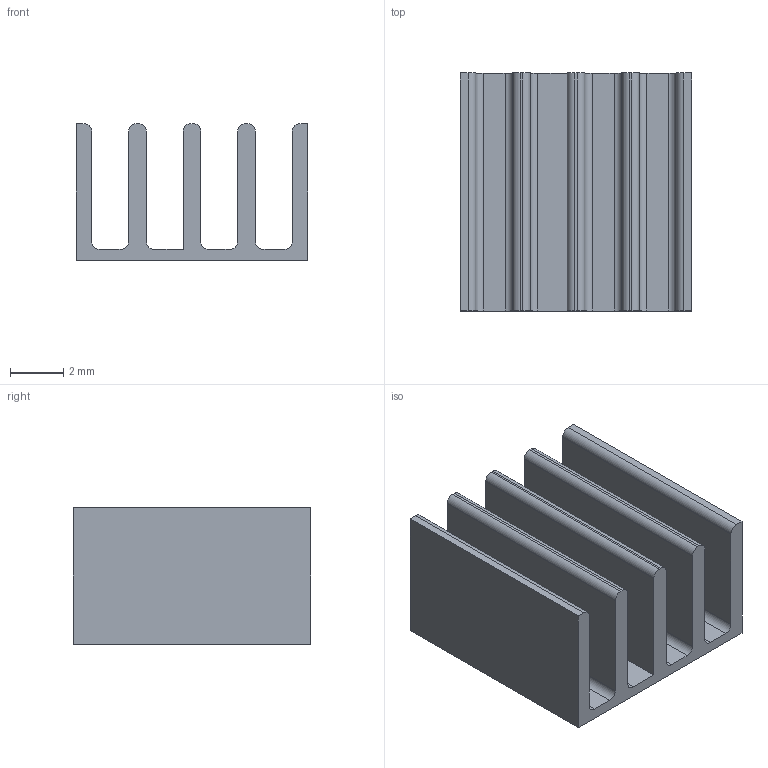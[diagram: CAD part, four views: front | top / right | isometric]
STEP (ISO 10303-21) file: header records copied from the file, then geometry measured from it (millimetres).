
FILE_DESCRIPTION(/* description */ ('Unknown'),/* implementation_level */ '2;1');
FILE_NAME(/* name */ '9x9x5mm',/* time_stamp */ '2019-01-10T11:04:39-05:00',/* author */ ('Unknown'),/* organization */ ('Unknown'),/* preprocessor_version */ 'ST-DEVELOPER v16.7',/* originating_system */ 'DEX',/* authorisation */ $);
FILE_SCHEMA (('AUTOMOTIVE_DESIGN {1 0 10303 214 3 1 1}'));
Length unit declared in the file: millimetre
Products named in the file (1): 9x9x5mm
Bounding box: 8.69 x 8.92 x 5.13 mm (x, y, z)
Volume: 164.4 mm3; surface area: 614 mm2
Topology: 1 solids, 21 shells, 210 faces, 504 edges, 336 vertices
Faces by surface type: plane 155, bspline 40, cylinder 15
Entity records: 7454 total; most frequent: CARTESIAN_POINT 3161, ORIENTED_EDGE 1000, DIRECTION 606, EDGE_CURVE 500, VERTEX_POINT 336, B_SPLINE_CURVE_WITH_KNOTS 266, EDGE_LOOP 226, FACE_BOUND 226
